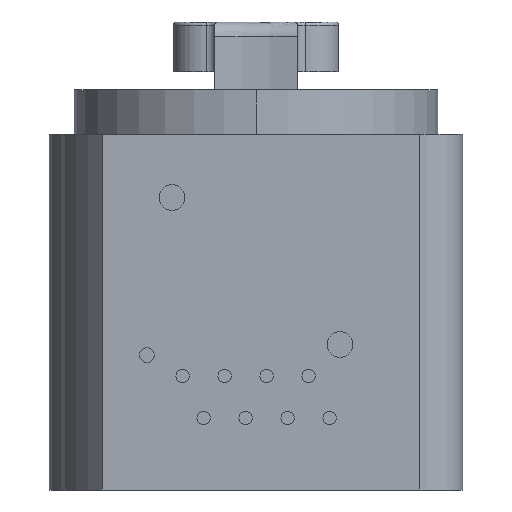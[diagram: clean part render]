
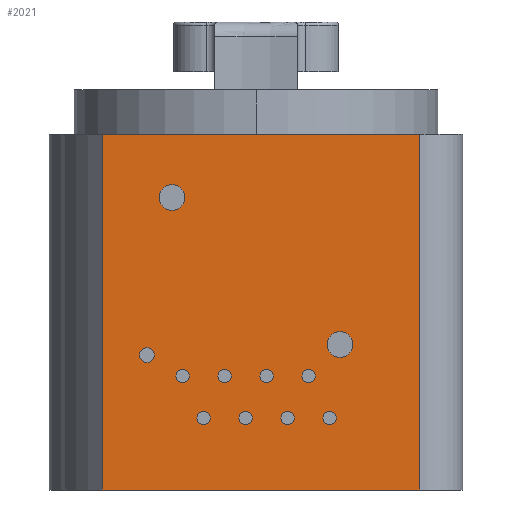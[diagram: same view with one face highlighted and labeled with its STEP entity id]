
A CAD part, front view. The second image highlights one B-rep face of the part: STEP entity #2021.
In plain terms, the highlighted planar face has unit normal (0, -1, 0).
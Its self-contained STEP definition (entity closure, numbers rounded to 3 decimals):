
#239=DIRECTION('',(-1.,0.,0.));
#240=VECTOR('',#239,19.2);
#241=CARTESIAN_POINT('',(9.9,-12.5,-21.5));
#242=LINE('',#241,#240);
#338=DIRECTION('',(0.,0.,-1.));
#339=VECTOR('',#338,21.5);
#340=CARTESIAN_POINT('',(9.9,-12.5,0.));
#341=LINE('',#340,#339);
#342=CARTESIAN_POINT('',(-5.08,-12.5,-3.81));
#343=DIRECTION('',(0.,1.,0.));
#344=DIRECTION('',(1.,0.,0.));
#345=AXIS2_PLACEMENT_3D('',#342,#343,#344);
#347=CARTESIAN_POINT('',(-5.08,-12.5,-3.81));
#348=DIRECTION('',(0.,1.,0.));
#349=DIRECTION('',(-1.,0.,0.));
#350=AXIS2_PLACEMENT_3D('',#347,#348,#349);
#352=CARTESIAN_POINT('',(5.08,-12.5,-12.7));
#353=DIRECTION('',(0.,1.,0.));
#354=DIRECTION('',(1.,0.,0.));
#355=AXIS2_PLACEMENT_3D('',#352,#353,#354);
#357=CARTESIAN_POINT('',(5.08,-12.5,-12.7));
#358=DIRECTION('',(0.,1.,0.));
#359=DIRECTION('',(-1.,0.,0.));
#360=AXIS2_PLACEMENT_3D('',#357,#358,#359);
#362=CARTESIAN_POINT('',(-6.595,-12.5,-13.34));
#363=DIRECTION('',(0.,1.,0.));
#364=DIRECTION('',(1.,0.,0.));
#365=AXIS2_PLACEMENT_3D('',#362,#363,#364);
#367=CARTESIAN_POINT('',(-6.595,-12.5,-13.34));
#368=DIRECTION('',(0.,1.,0.));
#369=DIRECTION('',(-1.,0.,0.));
#370=AXIS2_PLACEMENT_3D('',#367,#368,#369);
#372=CARTESIAN_POINT('',(-4.44,-12.5,-14.61));
#373=DIRECTION('',(0.,1.,0.));
#374=DIRECTION('',(1.,0.,0.));
#375=AXIS2_PLACEMENT_3D('',#372,#373,#374);
#377=CARTESIAN_POINT('',(-4.44,-12.5,-14.61));
#378=DIRECTION('',(0.,1.,0.));
#379=DIRECTION('',(-1.,0.,0.));
#380=AXIS2_PLACEMENT_3D('',#377,#378,#379);
#382=CARTESIAN_POINT('',(-3.17,-12.5,-17.15));
#383=DIRECTION('',(0.,1.,0.));
#384=DIRECTION('',(1.,0.,0.));
#385=AXIS2_PLACEMENT_3D('',#382,#383,#384);
#387=CARTESIAN_POINT('',(-3.17,-12.5,-17.15));
#388=DIRECTION('',(0.,1.,0.));
#389=DIRECTION('',(-1.,0.,0.));
#390=AXIS2_PLACEMENT_3D('',#387,#388,#389);
#392=CARTESIAN_POINT('',(-1.9,-12.5,-14.61));
#393=DIRECTION('',(0.,1.,0.));
#394=DIRECTION('',(1.,0.,0.));
#395=AXIS2_PLACEMENT_3D('',#392,#393,#394);
#397=CARTESIAN_POINT('',(-1.9,-12.5,-14.61));
#398=DIRECTION('',(0.,1.,0.));
#399=DIRECTION('',(-1.,0.,0.));
#400=AXIS2_PLACEMENT_3D('',#397,#398,#399);
#402=CARTESIAN_POINT('',(-0.63,-12.5,-17.15));
#403=DIRECTION('',(0.,1.,0.));
#404=DIRECTION('',(1.,0.,0.));
#405=AXIS2_PLACEMENT_3D('',#402,#403,#404);
#407=CARTESIAN_POINT('',(-0.63,-12.5,-17.15));
#408=DIRECTION('',(0.,1.,0.));
#409=DIRECTION('',(-1.,0.,0.));
#410=AXIS2_PLACEMENT_3D('',#407,#408,#409);
#412=CARTESIAN_POINT('',(0.64,-12.5,-14.61));
#413=DIRECTION('',(0.,1.,0.));
#414=DIRECTION('',(1.,0.,0.));
#415=AXIS2_PLACEMENT_3D('',#412,#413,#414);
#417=CARTESIAN_POINT('',(0.64,-12.5,-14.61));
#418=DIRECTION('',(0.,1.,0.));
#419=DIRECTION('',(-1.,0.,0.));
#420=AXIS2_PLACEMENT_3D('',#417,#418,#419);
#422=CARTESIAN_POINT('',(1.91,-12.5,-17.15));
#423=DIRECTION('',(0.,1.,0.));
#424=DIRECTION('',(1.,0.,0.));
#425=AXIS2_PLACEMENT_3D('',#422,#423,#424);
#427=CARTESIAN_POINT('',(1.91,-12.5,-17.15));
#428=DIRECTION('',(0.,1.,0.));
#429=DIRECTION('',(-1.,0.,0.));
#430=AXIS2_PLACEMENT_3D('',#427,#428,#429);
#432=CARTESIAN_POINT('',(3.18,-12.5,-14.61));
#433=DIRECTION('',(0.,1.,0.));
#434=DIRECTION('',(1.,0.,0.));
#435=AXIS2_PLACEMENT_3D('',#432,#433,#434);
#437=CARTESIAN_POINT('',(3.18,-12.5,-14.61));
#438=DIRECTION('',(0.,1.,0.));
#439=DIRECTION('',(-1.,0.,0.));
#440=AXIS2_PLACEMENT_3D('',#437,#438,#439);
#442=CARTESIAN_POINT('',(4.45,-12.5,-17.15));
#443=DIRECTION('',(0.,1.,0.));
#444=DIRECTION('',(1.,0.,0.));
#445=AXIS2_PLACEMENT_3D('',#442,#443,#444);
#447=CARTESIAN_POINT('',(4.45,-12.5,-17.15));
#448=DIRECTION('',(0.,1.,0.));
#449=DIRECTION('',(-1.,0.,0.));
#450=AXIS2_PLACEMENT_3D('',#447,#448,#449);
#452=DIRECTION('',(0.,0.,-1.));
#453=VECTOR('',#452,21.5);
#454=CARTESIAN_POINT('',(-9.3,-12.5,0.));
#455=LINE('',#454,#453);
#512=DIRECTION('',(-1.,0.,0.));
#513=VECTOR('',#512,19.2);
#514=CARTESIAN_POINT('',(9.9,-12.5,0.));
#515=LINE('',#514,#513);
#1452=CARTESIAN_POINT('',(9.9,-12.5,-21.5));
#1454=VERTEX_POINT('',#1452);
#1456=CARTESIAN_POINT('',(-9.3,-12.5,-21.5));
#1457=VERTEX_POINT('',#1456);
#1462=CARTESIAN_POINT('',(9.9,-12.5,0.));
#1464=VERTEX_POINT('',#1462);
#1466=CARTESIAN_POINT('',(-9.3,-12.5,0.));
#1467=VERTEX_POINT('',#1466);
#1687=CARTESIAN_POINT('',(-4.305,-12.5,-3.81));
#1688=CARTESIAN_POINT('',(-5.855,-12.5,-3.81));
#1689=VERTEX_POINT('',#1687);
#1690=VERTEX_POINT('',#1688);
#1691=CARTESIAN_POINT('',(5.855,-12.5,-12.7));
#1692=CARTESIAN_POINT('',(4.305,-12.5,-12.7));
#1693=VERTEX_POINT('',#1691);
#1694=VERTEX_POINT('',#1692);
#1731=CARTESIAN_POINT('',(-6.145,-12.5,-13.34));
#1732=CARTESIAN_POINT('',(-7.045,-12.5,-13.34));
#1733=VERTEX_POINT('',#1731);
#1734=VERTEX_POINT('',#1732);
#1735=CARTESIAN_POINT('',(-4.04,-12.5,-14.61));
#1736=CARTESIAN_POINT('',(-4.84,-12.5,-14.61));
#1737=VERTEX_POINT('',#1735);
#1738=VERTEX_POINT('',#1736);
#1739=CARTESIAN_POINT('',(-2.77,-12.5,-17.15));
#1740=CARTESIAN_POINT('',(-3.57,-12.5,-17.15));
#1741=VERTEX_POINT('',#1739);
#1742=VERTEX_POINT('',#1740);
#1743=CARTESIAN_POINT('',(-1.5,-12.5,-14.61));
#1744=CARTESIAN_POINT('',(-2.3,-12.5,-14.61));
#1745=VERTEX_POINT('',#1743);
#1746=VERTEX_POINT('',#1744);
#1747=CARTESIAN_POINT('',(-0.23,-12.5,-17.15));
#1748=CARTESIAN_POINT('',(-1.03,-12.5,-17.15));
#1749=VERTEX_POINT('',#1747);
#1750=VERTEX_POINT('',#1748);
#1751=CARTESIAN_POINT('',(1.04,-12.5,-14.61));
#1752=CARTESIAN_POINT('',(0.24,-12.5,-14.61));
#1753=VERTEX_POINT('',#1751);
#1754=VERTEX_POINT('',#1752);
#1755=CARTESIAN_POINT('',(2.31,-12.5,-17.15));
#1756=CARTESIAN_POINT('',(1.51,-12.5,-17.15));
#1757=VERTEX_POINT('',#1755);
#1758=VERTEX_POINT('',#1756);
#1759=CARTESIAN_POINT('',(3.58,-12.5,-14.61));
#1760=CARTESIAN_POINT('',(2.78,-12.5,-14.61));
#1761=VERTEX_POINT('',#1759);
#1762=VERTEX_POINT('',#1760);
#1763=CARTESIAN_POINT('',(4.85,-12.5,-17.15));
#1764=CARTESIAN_POINT('',(4.05,-12.5,-17.15));
#1765=VERTEX_POINT('',#1763);
#1766=VERTEX_POINT('',#1764);
#1942=CARTESIAN_POINT('',(9.9,-12.5,0.));
#1943=DIRECTION('',(0.,1.,0.));
#1944=DIRECTION('',(-1.,0.,0.));
#1945=AXIS2_PLACEMENT_3D('',#1942,#1943,#1944);
#1946=PLANE('',#1945);
#1947=ORIENTED_EDGE('',*,*,#1782,.T.);
#1949=ORIENTED_EDGE('',*,*,#1948,.F.);
#1951=ORIENTED_EDGE('',*,*,#1950,.F.);
#1952=ORIENTED_EDGE('',*,*,#1934,.T.);
#1953=EDGE_LOOP('',(#1947,#1949,#1951,#1952));
#1954=FACE_OUTER_BOUND('',#1953,.F.);
#1956=ORIENTED_EDGE('',*,*,#1955,.F.);
#1958=ORIENTED_EDGE('',*,*,#1957,.F.);
#1959=EDGE_LOOP('',(#1956,#1958));
#1960=FACE_BOUND('',#1959,.F.);
#1962=ORIENTED_EDGE('',*,*,#1961,.F.);
#1964=ORIENTED_EDGE('',*,*,#1963,.F.);
#1965=EDGE_LOOP('',(#1962,#1964));
#1966=FACE_BOUND('',#1965,.F.);
#1968=ORIENTED_EDGE('',*,*,#1967,.F.);
#1970=ORIENTED_EDGE('',*,*,#1969,.F.);
#1971=EDGE_LOOP('',(#1968,#1970));
#1972=FACE_BOUND('',#1971,.F.);
#1974=ORIENTED_EDGE('',*,*,#1973,.F.);
#1976=ORIENTED_EDGE('',*,*,#1975,.F.);
#1977=EDGE_LOOP('',(#1974,#1976));
#1978=FACE_BOUND('',#1977,.F.);
#1980=ORIENTED_EDGE('',*,*,#1979,.F.);
#1982=ORIENTED_EDGE('',*,*,#1981,.F.);
#1983=EDGE_LOOP('',(#1980,#1982));
#1984=FACE_BOUND('',#1983,.F.);
#1986=ORIENTED_EDGE('',*,*,#1985,.F.);
#1988=ORIENTED_EDGE('',*,*,#1987,.F.);
#1989=EDGE_LOOP('',(#1986,#1988));
#1990=FACE_BOUND('',#1989,.F.);
#1992=ORIENTED_EDGE('',*,*,#1991,.F.);
#1994=ORIENTED_EDGE('',*,*,#1993,.F.);
#1995=EDGE_LOOP('',(#1992,#1994));
#1996=FACE_BOUND('',#1995,.F.);
#1998=ORIENTED_EDGE('',*,*,#1997,.F.);
#2000=ORIENTED_EDGE('',*,*,#1999,.F.);
#2001=EDGE_LOOP('',(#1998,#2000));
#2002=FACE_BOUND('',#2001,.F.);
#2004=ORIENTED_EDGE('',*,*,#2003,.F.);
#2006=ORIENTED_EDGE('',*,*,#2005,.F.);
#2007=EDGE_LOOP('',(#2004,#2006));
#2008=FACE_BOUND('',#2007,.F.);
#2010=ORIENTED_EDGE('',*,*,#2009,.F.);
#2012=ORIENTED_EDGE('',*,*,#2011,.F.);
#2013=EDGE_LOOP('',(#2010,#2012));
#2014=FACE_BOUND('',#2013,.F.);
#2016=ORIENTED_EDGE('',*,*,#2015,.F.);
#2018=ORIENTED_EDGE('',*,*,#2017,.F.);
#2019=EDGE_LOOP('',(#2016,#2018));
#2020=FACE_BOUND('',#2019,.F.);
#346=CIRCLE('',#345,0.775);
#351=CIRCLE('',#350,0.775);
#356=CIRCLE('',#355,0.775);
#361=CIRCLE('',#360,0.775);
#366=CIRCLE('',#365,0.45);
#371=CIRCLE('',#370,0.45);
#376=CIRCLE('',#375,0.4);
#381=CIRCLE('',#380,0.4);
#386=CIRCLE('',#385,0.4);
#391=CIRCLE('',#390,0.4);
#396=CIRCLE('',#395,0.4);
#401=CIRCLE('',#400,0.4);
#406=CIRCLE('',#405,0.4);
#411=CIRCLE('',#410,0.4);
#416=CIRCLE('',#415,0.4);
#421=CIRCLE('',#420,0.4);
#426=CIRCLE('',#425,0.4);
#431=CIRCLE('',#430,0.4);
#436=CIRCLE('',#435,0.4);
#441=CIRCLE('',#440,0.4);
#446=CIRCLE('',#445,0.4);
#451=CIRCLE('',#450,0.4);
#1782=EDGE_CURVE('',#1454,#1457,#242,.T.);
#1934=EDGE_CURVE('',#1464,#1454,#341,.T.);
#1948=EDGE_CURVE('',#1467,#1457,#455,.T.);
#1950=EDGE_CURVE('',#1464,#1467,#515,.T.);
#1955=EDGE_CURVE('',#1689,#1690,#346,.T.);
#1957=EDGE_CURVE('',#1690,#1689,#351,.T.);
#1961=EDGE_CURVE('',#1693,#1694,#356,.T.);
#1963=EDGE_CURVE('',#1694,#1693,#361,.T.);
#1967=EDGE_CURVE('',#1733,#1734,#366,.T.);
#1969=EDGE_CURVE('',#1734,#1733,#371,.T.);
#1973=EDGE_CURVE('',#1737,#1738,#376,.T.);
#1975=EDGE_CURVE('',#1738,#1737,#381,.T.);
#1979=EDGE_CURVE('',#1741,#1742,#386,.T.);
#1981=EDGE_CURVE('',#1742,#1741,#391,.T.);
#1985=EDGE_CURVE('',#1745,#1746,#396,.T.);
#1987=EDGE_CURVE('',#1746,#1745,#401,.T.);
#1991=EDGE_CURVE('',#1749,#1750,#406,.T.);
#1993=EDGE_CURVE('',#1750,#1749,#411,.T.);
#1997=EDGE_CURVE('',#1753,#1754,#416,.T.);
#1999=EDGE_CURVE('',#1754,#1753,#421,.T.);
#2003=EDGE_CURVE('',#1757,#1758,#426,.T.);
#2005=EDGE_CURVE('',#1758,#1757,#431,.T.);
#2009=EDGE_CURVE('',#1761,#1762,#436,.T.);
#2011=EDGE_CURVE('',#1762,#1761,#441,.T.);
#2015=EDGE_CURVE('',#1765,#1766,#446,.T.);
#2017=EDGE_CURVE('',#1766,#1765,#451,.T.);
#2021=ADVANCED_FACE('',(#1954,#1960,#1966,#1972,#1978,#1984,#1990,#1996,#2002,
#2008,#2014,#2020),#1946,.F.);
